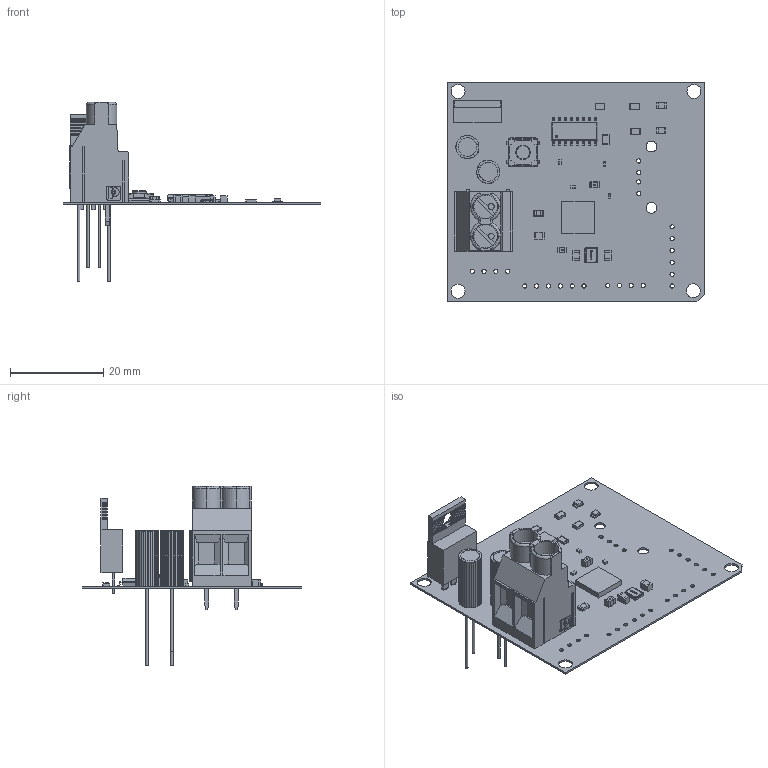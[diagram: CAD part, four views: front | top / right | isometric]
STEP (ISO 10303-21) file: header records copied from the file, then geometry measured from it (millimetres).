
FILE_DESCRIPTION(('Open CASCADE Model'),'2;1');
FILE_NAME('Open CASCADE Shape Model','2024-06-30T12:03:23',('Author'),( 'Open CASCADE'),'Open CASCADE STEP processor 6.8','Open CASCADE 6.8' ,'Unknown');
FILE_SCHEMA(('AUTOMOTIVE_DESIGN { 1 0 10303 214 1 1 1 1 }'));
Length unit declared in the file: millimetre
Products named in the file (129): PCB; Board; Open CASCADE STEP translator 6.8 1.1.1; DS2; 6166713536; Extruded; 6166713376; DS1; U2; 6148031232; C13; 6166713056; 6166712896; Y1; FrqXTAL_CFPX-180; Body; Pins; Cover; T1; 6166710576; 6166710416; 6166710176; 6166709936; 6166709536; 6166709296; 6166709056; 6166708816; 6166708576; 6172727056; 6172726816; 6172726576; 6172726176; 6172725936; 6172725696; 6172725536; 6172725376; 6172725216; SW1; 430483025816; base ...
Assembly tree (174 placements, depth 5):
  PCB
    Board
      Open CASCADE STEP translator 6.8 1.1.1
    DS2
      6166713536
        Extruded
      6166713376
        Extruded
    DS1
      6166713536
        Extruded
      6166713376
        Extruded
    U2
      6148031232
    C13
      6166713056
        Extruded
      6166712896  x2
        Extruded
    Y1
      FrqXTAL_CFPX-180
        Body
        Pins
        Cover
    T1
      6166710576
        Extruded
      6166710416  x2
        Extruded
      6166710176  x2
        Extruded
      6166709936  x4
        Extruded
      6166709536  x2
        Extruded
      6166709296  x2
        Extruded
      6166709056  x2
        Extruded
      6166708816  x2
        Extruded
      6166708576  x4
        Extruded
      6172727056  x2
        Extruded
      6172726816  x2
        Extruded
      6172726576  x4
        Extruded
      6172726176  x2
        Extruded
      6172725936  x2
        Extruded
      6172725696
        Extruded
      6172725536
        Extruded
      6172725376  x3
        Extruded
Bounding box: 55.24 x 47.24 x 38.51 mm (x, y, z)
Volume: 5062.8 mm3; surface area: 10230.3 mm2
Topology: 163 solids, 163 shells, 2163 faces, 5292 edges, 3484 vertices
Faces by surface type: plane 1748, cylinder 326, bspline 52, sphere 28, torus 9
Full cylindrical faces by diameter (mm): 0.5 x4, 0.8 x4, 0.9 x20, 0.92 x4, 1 x3, 1.3 x2, 2.3 x2, 3 x5, 3.15 x1
Entity records: 54984 total; most frequent: CARTESIAN_POINT 10146, ORIENTED_EDGE 8028, DIRECTION 7870, EDGE_CURVE 4014, LINE 3258, VECTOR 3258, VERTEX_POINT 2644, AXIS2_PLACEMENT_3D 2306
